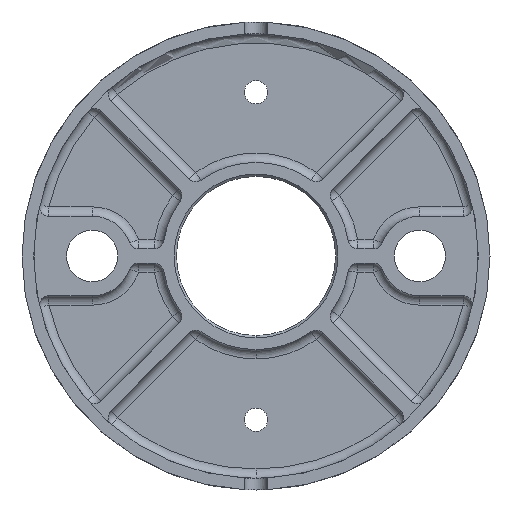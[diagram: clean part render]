
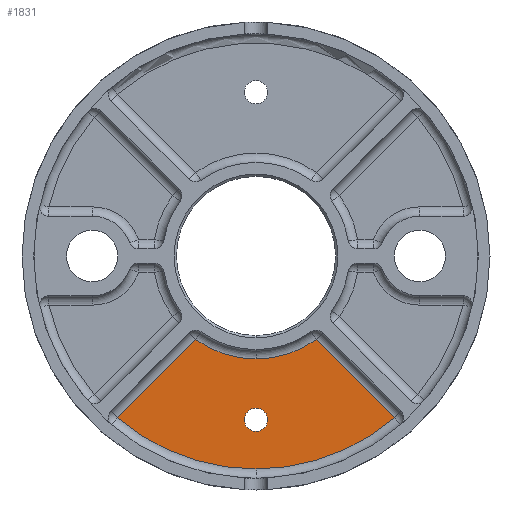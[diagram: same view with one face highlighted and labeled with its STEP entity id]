
A CAD part, front view. The second image highlights one B-rep face of the part: STEP entity #1831.
In plain terms, the highlighted planar face has unit normal (0, -1, 0).
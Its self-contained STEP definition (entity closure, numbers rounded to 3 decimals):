
#98 = VERTEX_POINT ( 'NONE', #6749 ) ;
#236 = DIRECTION ( 'NONE',  ( 0., -1., 0. ) ) ;
#286 = EDGE_LOOP ( 'NONE', ( #6175, #2175, #4602, #3159, #688, #4236 ) ) ;
#348 = EDGE_CURVE ( 'NONE', #3609, #8038, #3239, .T. ) ;
#389 = EDGE_LOOP ( 'NONE', ( #6737, #7553 ) ) ;
#440 = DIRECTION ( 'NONE',  ( 0., 1., 0. ) ) ;
#578 = CARTESIAN_POINT ( 'NONE',  ( 21.275, 5., -26.225 ) ) ;
#688 = ORIENTED_EDGE ( 'NONE', *, *, #7172, .T. ) ;
#756 = VECTOR ( 'NONE', #7041, 1000. ) ;
#917 = VERTEX_POINT ( 'NONE', #2019 ) ;
#978 = DIRECTION ( 'NONE',  ( 0., 0., 1. ) ) ;
#1111 = DIRECTION ( 'NONE',  ( 0., 1., 0. ) ) ;
#1218 = VERTEX_POINT ( 'NONE', #1759 ) ;
#1449 = CARTESIAN_POINT ( 'NONE',  ( 0., 5., 0. ) ) ;
#1653 = DIRECTION ( 'NONE',  ( 0., -1., 0. ) ) ;
#1676 = DIRECTION ( 'NONE',  ( 0., 1., 0. ) ) ;
#1686 = CARTESIAN_POINT ( 'NONE',  ( -12.883, 5., -17.833 ) ) ;
#1759 = CARTESIAN_POINT ( 'NONE',  ( 0., 5., -22. ) ) ;
#1831 = ADVANCED_FACE ( 'NONE', ( #3778, #6109 ), #3516, .T. ) ;
#1835 = CIRCLE ( 'NONE', #6838, 22. ) ;
#1908 = VERTEX_POINT ( 'NONE', #5986 ) ;
#1957 = CIRCLE ( 'NONE', #6319, 22. ) ;
#2019 = CARTESIAN_POINT ( 'NONE',  ( 0., 5., -45.5 ) ) ;
#2175 = ORIENTED_EDGE ( 'NONE', *, *, #4469, .T. ) ;
#2602 = EDGE_CURVE ( 'NONE', #6827, #5525, #3461, .T. ) ;
#2636 = AXIS2_PLACEMENT_3D ( 'NONE', #5464, #440, #978 ) ;
#2931 = CARTESIAN_POINT ( 'NONE',  ( 0., 5., -37.5 ) ) ;
#2943 = DIRECTION ( 'NONE',  ( 0., 0., -1. ) ) ;
#3021 = AXIS2_PLACEMENT_3D ( 'NONE', #3639, #1676, #5576 ) ;
#3159 = ORIENTED_EDGE ( 'NONE', *, *, #5885, .T. ) ;
#3239 = CIRCLE ( 'NONE', #3021, 2.5 ) ;
#3288 = DIRECTION ( 'NONE',  ( -0.707, 0., -0.707 ) ) ;
#3297 = EDGE_CURVE ( 'NONE', #98, #1218, #1835, .T. ) ;
#3375 = AXIS2_PLACEMENT_3D ( 'NONE', #4007, #7124, #6524 ) ;
#3461 = LINE ( 'NONE', #3904, #6396 ) ;
#3516 = PLANE ( 'NONE',  #4391 ) ;
#3609 = VERTEX_POINT ( 'NONE', #5091 ) ;
#3637 = CARTESIAN_POINT ( 'NONE',  ( 0., 5., 0. ) ) ;
#3639 = CARTESIAN_POINT ( 'NONE',  ( 0., 5., -35. ) ) ;
#3778 = FACE_OUTER_BOUND ( 'NONE', #286, .T. ) ;
#3783 = DIRECTION ( 'NONE',  ( 0., 0., -1. ) ) ;
#3833 = CARTESIAN_POINT ( 'NONE',  ( -29.603, 5., -34.553 ) ) ;
#3904 = CARTESIAN_POINT ( 'NONE',  ( 26.225, 5., 21.275 ) ) ;
#4007 = CARTESIAN_POINT ( 'NONE',  ( 0., 5., 0. ) ) ;
#4038 = CARTESIAN_POINT ( 'NONE',  ( 47.5, 5., 0. ) ) ;
#4236 = ORIENTED_EDGE ( 'NONE', *, *, #5399, .T. ) ;
#4391 = AXIS2_PLACEMENT_3D ( 'NONE', #4038, #236, #7962 ) ;
#4469 = EDGE_CURVE ( 'NONE', #1218, #6827, #1957, .T. ) ;
#4602 = ORIENTED_EDGE ( 'NONE', *, *, #2602, .T. ) ;
#4672 = CIRCLE ( 'NONE', #3375, 45.5 ) ;
#4950 = DIRECTION ( 'NONE',  ( 0., 0., -1. ) ) ;
#5091 = CARTESIAN_POINT ( 'NONE',  ( 0., 5., -32.5 ) ) ;
#5399 = EDGE_CURVE ( 'NONE', #1908, #98, #7597, .T. ) ;
#5464 = CARTESIAN_POINT ( 'NONE',  ( 0., 5., -35. ) ) ;
#5525 = VERTEX_POINT ( 'NONE', #3833 ) ;
#5576 = DIRECTION ( 'NONE',  ( 0., 0., 1. ) ) ;
#5814 = EDGE_CURVE ( 'NONE', #8038, #3609, #7876, .T. ) ;
#5885 = EDGE_CURVE ( 'NONE', #5525, #917, #7687, .T. ) ;
#5986 = CARTESIAN_POINT ( 'NONE',  ( 29.603, 5., -34.553 ) ) ;
#6109 = FACE_BOUND ( 'NONE', #389, .T. ) ;
#6175 = ORIENTED_EDGE ( 'NONE', *, *, #3297, .T. ) ;
#6319 = AXIS2_PLACEMENT_3D ( 'NONE', #1449, #7223, #3783 ) ;
#6396 = VECTOR ( 'NONE', #3288, 1000. ) ;
#6524 = DIRECTION ( 'NONE',  ( 0., 0., -1. ) ) ;
#6528 = AXIS2_PLACEMENT_3D ( 'NONE', #6908, #1653, #2943 ) ;
#6737 = ORIENTED_EDGE ( 'NONE', *, *, #5814, .T. ) ;
#6749 = CARTESIAN_POINT ( 'NONE',  ( 12.883, 5., -17.833 ) ) ;
#6827 = VERTEX_POINT ( 'NONE', #1686 ) ;
#6838 = AXIS2_PLACEMENT_3D ( 'NONE', #3637, #1111, #4950 ) ;
#6908 = CARTESIAN_POINT ( 'NONE',  ( 0., 5., 0. ) ) ;
#7041 = DIRECTION ( 'NONE',  ( -0.707, 0., 0.707 ) ) ;
#7124 = DIRECTION ( 'NONE',  ( 0., -1., 0. ) ) ;
#7172 = EDGE_CURVE ( 'NONE', #917, #1908, #4672, .T. ) ;
#7223 = DIRECTION ( 'NONE',  ( 0., 1., 0. ) ) ;
#7553 = ORIENTED_EDGE ( 'NONE', *, *, #348, .T. ) ;
#7597 = LINE ( 'NONE', #578, #756 ) ;
#7687 = CIRCLE ( 'NONE', #6528, 45.5 ) ;
#7876 = CIRCLE ( 'NONE', #2636, 2.5 ) ;
#7962 = DIRECTION ( 'NONE',  ( 0., 0., -1. ) ) ;
#8038 = VERTEX_POINT ( 'NONE', #2931 ) ;
